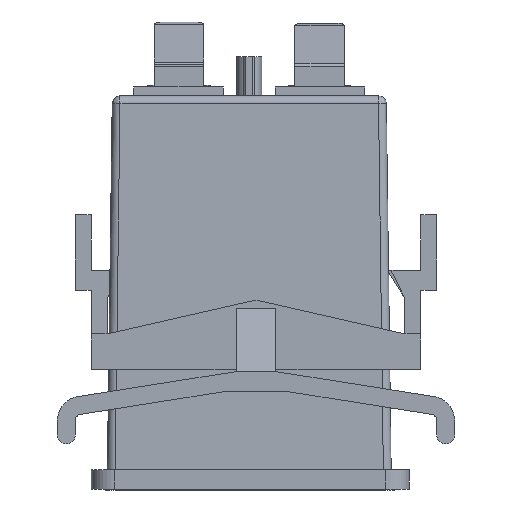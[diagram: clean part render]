
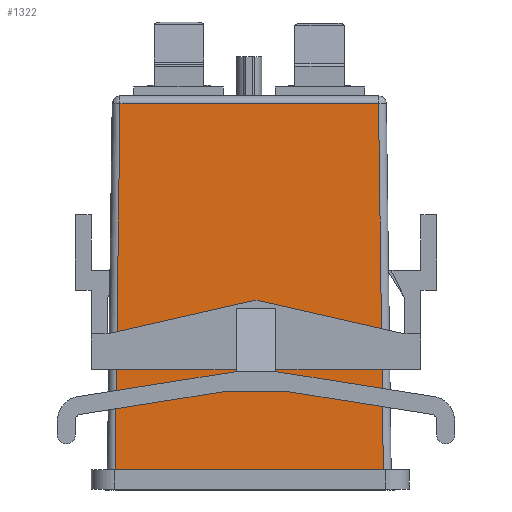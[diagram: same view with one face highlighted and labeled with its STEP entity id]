
A CAD part, left-side view. The second image highlights one B-rep face of the part: STEP entity #1322.
In plain terms, the highlighted planar face has unit normal (-1, 0, 0.013).
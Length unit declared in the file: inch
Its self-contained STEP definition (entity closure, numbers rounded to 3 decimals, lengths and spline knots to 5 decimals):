
#46 = CARTESIAN_POINT ( 'NONE',  ( -0.4626, 0.67516, 0.06299 ) ) ;
#309 = CARTESIAN_POINT ( 'NONE',  ( -0.4626, 0.71535, 0.06299 ) ) ;
#1198 = VECTOR ( 'NONE', #13890, 39.37008 ) ;
#1322 = ADVANCED_FACE ( 'NONE', ( #6897 ), #4171, .F. ) ;
#1338 = CARTESIAN_POINT ( 'NONE',  ( -0.43946, -0.65091, 1.90601 ) ) ;
#2149 = LINE ( 'NONE', #10510, #9834 ) ;
#2795 = LINE ( 'NONE', #12360, #1198 ) ;
#2905 = ORIENTED_EDGE ( 'NONE', *, *, #12304, .F. ) ;
#3001 = VERTEX_POINT ( 'NONE', #4690 ) ;
#3229 = VERTEX_POINT ( 'NONE', #46 ) ;
#4171 = PLANE ( 'NONE',  #15529 ) ;
#4225 = EDGE_LOOP ( 'NONE', ( #10946, #2905, #11577, #11017 ) ) ;
#4431 = VERTEX_POINT ( 'NONE', #1338 ) ;
#4690 = CARTESIAN_POINT ( 'NONE',  ( -0.43946, 0.65091, 1.90601 ) ) ;
#5465 = VERTEX_POINT ( 'NONE', #6729 ) ;
#6024 = EDGE_CURVE ( 'NONE', #3229, #3001, #2795, .T. ) ;
#6313 = DIRECTION ( 'NONE',  ( 0., -1., 0. ) ) ;
#6716 = EDGE_CURVE ( 'NONE', #4431, #5465, #12402, .T. ) ;
#6729 = CARTESIAN_POINT ( 'NONE',  ( -0.4626, -0.67516, 0.06299 ) ) ;
#6897 = FACE_OUTER_BOUND ( 'NONE', #4225, .T. ) ;
#6984 = CARTESIAN_POINT ( 'NONE',  ( -0.46339, 0.71535, 0. ) ) ;
#7307 = LINE ( 'NONE', #309, #16485 ) ;
#9452 = VECTOR ( 'NONE', #12217, 39.37008 ) ;
#9746 = CARTESIAN_POINT ( 'NONE',  ( -0.43946, -0.65091, 1.90601 ) ) ;
#9834 = VECTOR ( 'NONE', #6313, 39.37008 ) ;
#10510 = CARTESIAN_POINT ( 'NONE',  ( -0.43946, -0.68976, 1.90601 ) ) ;
#10946 = ORIENTED_EDGE ( 'NONE', *, *, #6024, .F. ) ;
#11017 = ORIENTED_EDGE ( 'NONE', *, *, #16687, .F. ) ;
#11408 = DIRECTION ( 'NONE',  ( 0., 1., 0. ) ) ;
#11577 = ORIENTED_EDGE ( 'NONE', *, *, #6716, .F. ) ;
#11628 = DIRECTION ( 'NONE',  ( 1., 0., -0.013 ) ) ;
#12217 = DIRECTION ( 'NONE',  ( -0.013, -0.013, -1. ) ) ;
#12304 = EDGE_CURVE ( 'NONE', #5465, #3229, #7307, .T. ) ;
#12360 = CARTESIAN_POINT ( 'NONE',  ( -0.4626, 0.67516, 0.06299 ) ) ;
#12402 = LINE ( 'NONE', #9746, #9452 ) ;
#13890 = DIRECTION ( 'NONE',  ( 0.013, -0.013, 1. ) ) ;
#14445 = DIRECTION ( 'NONE',  ( -0.013, 0., -1. ) ) ;
#15529 = AXIS2_PLACEMENT_3D ( 'NONE', #6984, #11628, #14445 ) ;
#16485 = VECTOR ( 'NONE', #11408, 39.37008 ) ;
#16687 = EDGE_CURVE ( 'NONE', #3001, #4431, #2149, .T. ) ;
